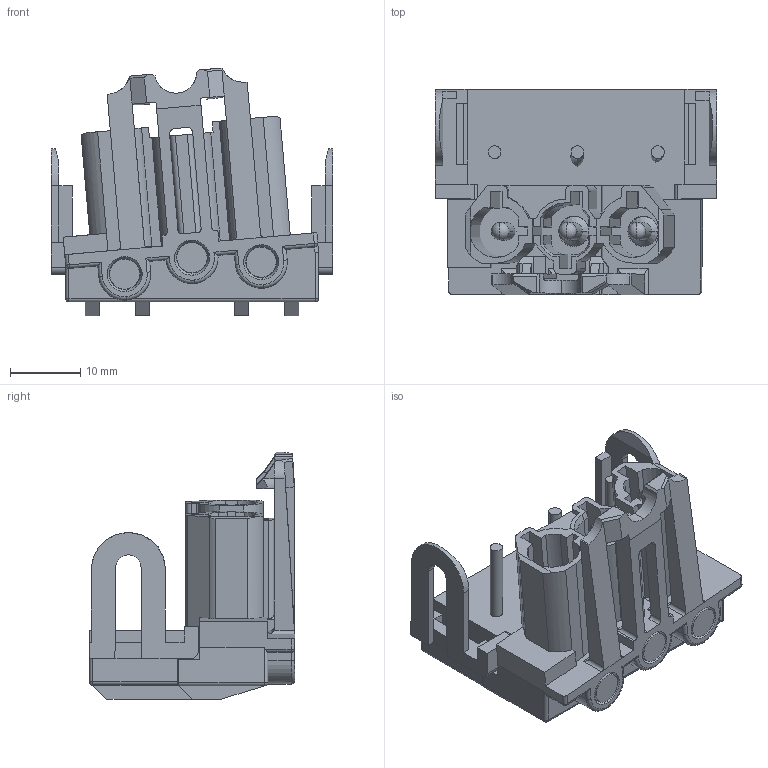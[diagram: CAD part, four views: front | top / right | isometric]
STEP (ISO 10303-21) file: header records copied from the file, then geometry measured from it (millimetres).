
FILE_DESCRIPTION (( 'STEP AP214' ), '1' );
FILE_NAME ('6117196.stp', '2017-08-16T12:30:30', ( '' ), ( '' ), 'SwSTEP 2.0', 'SolidWorks 2016', '' );
FILE_SCHEMA (( 'AUTOMOTIVE_DESIGN' ));
Length unit declared in the file: millimetre
Products named in the file (7): P_6117196_3_Standard; P_6117196_2_Standard; P_6117196_7_Standard; P_6117196_6_Standard; P_6117196_5_Standard; P_6117196_4_Standard; 6117196
Assembly tree (8 placements, depth 2):
  6117196
    P_6117196_4_Standard
    P_6117196_5_Standard
    P_6117196_6_Standard
    P_6117196_7_Standard
    P_6117196_2_Standard
    P_6117196_3_Standard  x3
Bounding box: 40 x 29.2 x 35.27 mm (x, y, z)
Volume: 11324.8 mm3; surface area: 13660.8 mm2
Topology: 8 solids, 10 shells, 718 faces, 1939 edges, 1239 vertices
Faces by surface type: plane 423, cylinder 194, cone 52, bspline 31, sphere 12, torus 6
Entity records: 26450 total; most frequent: CARTESIAN_POINT 7989, ORIENTED_EDGE 3682, DIRECTION 3062, EDGE_CURVE 1841, VECTOR 1188, LINE 1188, VERTEX_POINT 1187, AXIS2_PLACEMENT_3D 937
